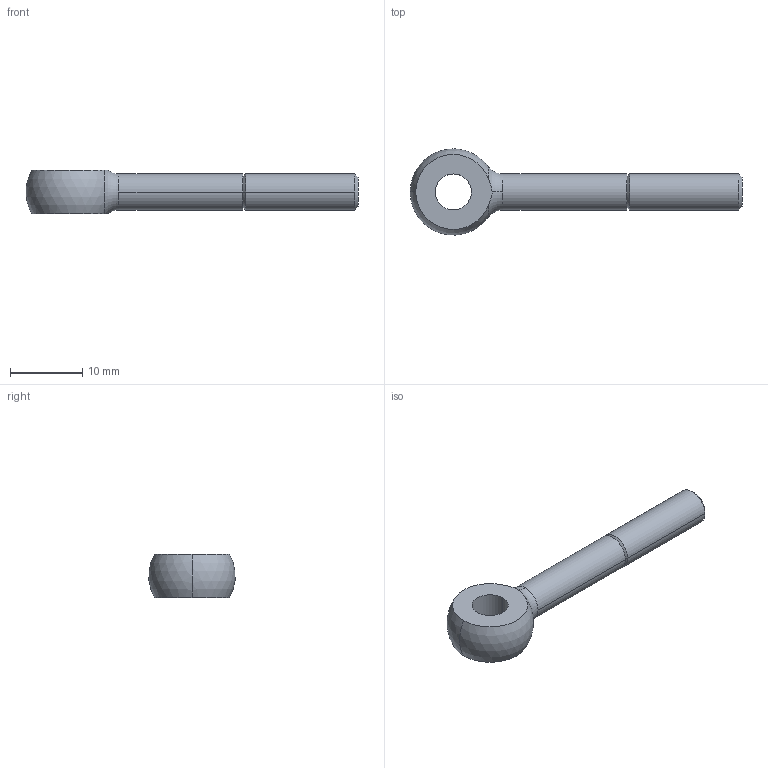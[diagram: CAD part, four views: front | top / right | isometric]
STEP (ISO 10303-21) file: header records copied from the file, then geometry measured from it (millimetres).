
FILE_DESCRIPTION(('STEP AP214'),'1');
FILE_NAME(' ',' ',('TraceParts'),('TraceParts S.A.'),'XStep 1.0',' ',' ');
FILE_SCHEMA(('automotive_design'));
Length unit declared in the file: millimetre
Products named in the file (1): 1
Bounding box: 46 x 11.92 x 6 mm (x, y, z)
Volume: 1179.2 mm3; surface area: 993.9 mm2
Topology: 1 solids, 1 shells, 18 faces, 41 edges, 26 vertices
Faces by surface type: cylinder 6, cone 4, plane 4, sphere 2, torus 2
Entity records: 1083 total; most frequent: CARTESIAN_POINT 158, DIRECTION 102, STYLED_ITEM 85, PRESENTATION_STYLE_ASSIGNMENT 85, COLOUR_RGB 85, ORIENTED_EDGE 82, AXIS2_PLACEMENT_3D 46, EDGE_CURVE 41
